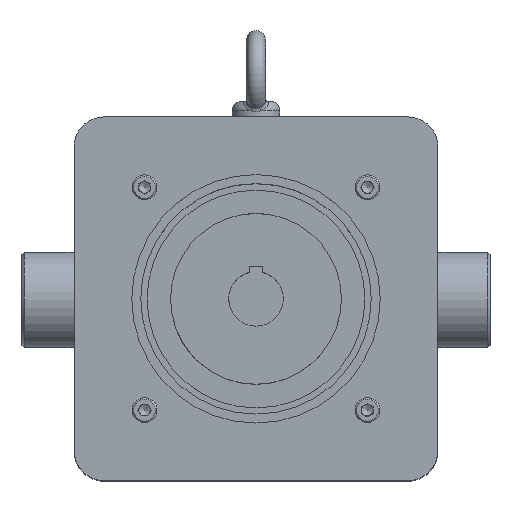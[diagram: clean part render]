
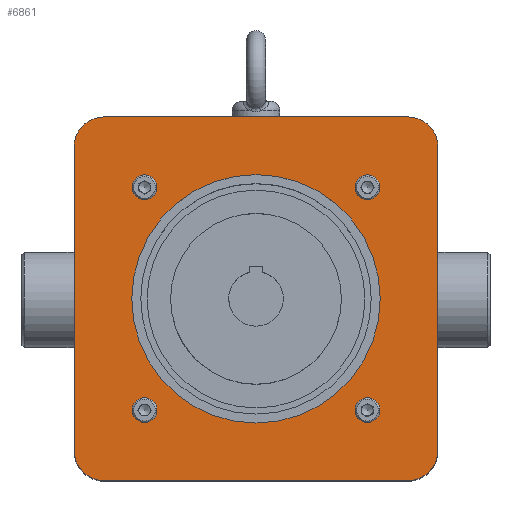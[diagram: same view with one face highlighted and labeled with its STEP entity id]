
A CAD part, top view. The second image highlights one B-rep face of the part: STEP entity #6861.
In plain terms, the highlighted planar face has unit normal (0, 0, 1).
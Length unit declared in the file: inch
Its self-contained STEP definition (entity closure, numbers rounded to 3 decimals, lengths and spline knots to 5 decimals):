
#52 = EDGE_CURVE ( 'NONE', #3787, #3787, #7331, .T. ) ;
#417 = DIRECTION ( 'NONE',  ( -1., 0., 0. ) ) ;
#470 = CIRCLE ( 'NONE', #19002, 2.56005 ) ;
#673 = ORIENTED_EDGE ( 'NONE', *, *, #12266, .T. ) ;
#1839 = EDGE_CURVE ( 'NONE', #10672, #10672, #15034, .T. ) ;
#2350 = FACE_BOUND ( 'NONE', #2638, .T. ) ;
#2501 = AXIS2_PLACEMENT_3D ( 'NONE', #21653, #7844, #6518 ) ;
#2503 = CARTESIAN_POINT ( 'NONE',  ( 2.29672, 2.29672, 14.8128 ) ) ;
#2548 = AXIS2_PLACEMENT_3D ( 'NONE', #11167, #9637, #14562 ) ;
#2605 = DIRECTION ( 'NONE',  ( 1., 0., 0. ) ) ;
#2638 = EDGE_LOOP ( 'NONE', ( #673 ) ) ;
#2660 = LINE ( 'NONE', #4518, #18201 ) ;
#2661 = DIRECTION ( 'NONE',  ( 0., 0., -1. ) ) ;
#2696 = VECTOR ( 'NONE', #417, 39.37008 ) ;
#2780 = AXIS2_PLACEMENT_3D ( 'NONE', #7752, #18251, #13092 ) ;
#2906 = CARTESIAN_POINT ( 'NONE',  ( 3.75, 3.125, 14.8128 ) ) ;
#3118 = DIRECTION ( 'NONE',  ( 0., 0., -1. ) ) ;
#3692 = EDGE_CURVE ( 'NONE', #14674, #10244, #17892, .T. ) ;
#3787 = VERTEX_POINT ( 'NONE', #18781 ) ;
#4217 = AXIS2_PLACEMENT_3D ( 'NONE', #16351, #3118, #20309 ) ;
#4518 = CARTESIAN_POINT ( 'NONE',  ( -3.125, 3.75, 14.8128 ) ) ;
#4532 = ORIENTED_EDGE ( 'NONE', *, *, #7381, .F. ) ;
#5223 = CIRCLE ( 'NONE', #2780, 0.625 ) ;
#5228 = CARTESIAN_POINT ( 'NONE',  ( -3.75, -3.125, 14.8128 ) ) ;
#5291 = CARTESIAN_POINT ( 'NONE',  ( -3.125, 3.125, 14.8128 ) ) ;
#5478 = ORIENTED_EDGE ( 'NONE', *, *, #9252, .F. ) ;
#5833 = FACE_BOUND ( 'NONE', #14751, .T. ) ;
#5930 = ORIENTED_EDGE ( 'NONE', *, *, #20121, .F. ) ;
#5940 = ORIENTED_EDGE ( 'NONE', *, *, #3692, .F. ) ;
#5971 = CIRCLE ( 'NONE', #2501, 0.1575 ) ;
#5986 = CARTESIAN_POINT ( 'NONE',  ( 0., 0., 14.8128 ) ) ;
#6099 = ORIENTED_EDGE ( 'NONE', *, *, #21648, .T. ) ;
#6190 = DIRECTION ( 'NONE',  ( 0., 1., 0. ) ) ;
#6518 = DIRECTION ( 'NONE',  ( 1., 0., 0. ) ) ;
#6549 = VERTEX_POINT ( 'NONE', #11696 ) ;
#6626 = AXIS2_PLACEMENT_3D ( 'NONE', #2503, #9162, #6190 ) ;
#6698 = CARTESIAN_POINT ( 'NONE',  ( -3.125, -3.75, 14.8128 ) ) ;
#6766 = CARTESIAN_POINT ( 'NONE',  ( 3.125, -3.75, 14.8128 ) ) ;
#6861 = ADVANCED_FACE ( 'NONE', ( #21060, #5833, #9325, #2350, #19301, #17646 ), #19191, .F. ) ;
#7264 = EDGE_LOOP ( 'NONE', ( #4532, #17236, #5940, #8577, #20617, #5930, #11680, #5478 ) ) ;
#7331 = CIRCLE ( 'NONE', #6626, 0.1575 ) ;
#7381 = EDGE_CURVE ( 'NONE', #20182, #16142, #5223, .T. ) ;
#7752 = CARTESIAN_POINT ( 'NONE',  ( -3.125, -3.125, 14.8128 ) ) ;
#7783 = AXIS2_PLACEMENT_3D ( 'NONE', #5291, #15032, #10098 ) ;
#7844 = DIRECTION ( 'NONE',  ( 0., 0., -1. ) ) ;
#8158 = CARTESIAN_POINT ( 'NONE',  ( 2.45422, -2.29672, 14.8128 ) ) ;
#8577 = ORIENTED_EDGE ( 'NONE', *, *, #18000, .F. ) ;
#8827 = DIRECTION ( 'NONE',  ( 1., 0., 0. ) ) ;
#8925 = VERTEX_POINT ( 'NONE', #19072 ) ;
#8982 = CIRCLE ( 'NONE', #21221, 0.1575 ) ;
#9012 = CARTESIAN_POINT ( 'NONE',  ( -3.125, -3.125, 14.8128 ) ) ;
#9133 = CARTESIAN_POINT ( 'NONE',  ( 3.125, -3.75, 14.8128 ) ) ;
#9162 = DIRECTION ( 'NONE',  ( 0., 0., -1. ) ) ;
#9252 = EDGE_CURVE ( 'NONE', #16142, #18208, #19193, .T. ) ;
#9325 = FACE_BOUND ( 'NONE', #12166, .T. ) ;
#9637 = DIRECTION ( 'NONE',  ( 0., 0., -1. ) ) ;
#9762 = VECTOR ( 'NONE', #14058, 39.37008 ) ;
#9893 = VERTEX_POINT ( 'NONE', #8158 ) ;
#10098 = DIRECTION ( 'NONE',  ( -1., 0., 0. ) ) ;
#10244 = VERTEX_POINT ( 'NONE', #9133 ) ;
#10256 = VECTOR ( 'NONE', #13695, 39.37008 ) ;
#10510 = EDGE_LOOP ( 'NONE', ( #19470 ) ) ;
#10672 = VERTEX_POINT ( 'NONE', #17347 ) ;
#11035 = DIRECTION ( 'NONE',  ( 0., 0., -1. ) ) ;
#11167 = CARTESIAN_POINT ( 'NONE',  ( 3.125, 3.125, 14.8128 ) ) ;
#11680 = ORIENTED_EDGE ( 'NONE', *, *, #16431, .F. ) ;
#11696 = CARTESIAN_POINT ( 'NONE',  ( -2.45422, 2.29672, 14.8128 ) ) ;
#11912 = LINE ( 'NONE', #6766, #2696 ) ;
#11973 = CIRCLE ( 'NONE', #2548, 0.625 ) ;
#12166 = EDGE_LOOP ( 'NONE', ( #19207 ) ) ;
#12266 = EDGE_CURVE ( 'NONE', #6549, #6549, #8982, .T. ) ;
#12281 = DIRECTION ( 'NONE',  ( 0., 0., -1. ) ) ;
#12386 = DIRECTION ( 'NONE',  ( -1., 0., 0. ) ) ;
#12510 = CARTESIAN_POINT ( 'NONE',  ( -3.75, -3.125, 14.8128 ) ) ;
#12897 = CARTESIAN_POINT ( 'NONE',  ( -2.29672, 2.29672, 14.8128 ) ) ;
#13092 = DIRECTION ( 'NONE',  ( -1., 0., 0. ) ) ;
#13283 = LINE ( 'NONE', #2906, #10256 ) ;
#13593 = AXIS2_PLACEMENT_3D ( 'NONE', #9012, #2661, #15998 ) ;
#13695 = DIRECTION ( 'NONE',  ( 0., -1., 0. ) ) ;
#13874 = EDGE_LOOP ( 'NONE', ( #16414 ) ) ;
#14058 = DIRECTION ( 'NONE',  ( 0., 1., 0. ) ) ;
#14110 = EDGE_CURVE ( 'NONE', #10244, #20182, #11912, .T. ) ;
#14148 = CARTESIAN_POINT ( 'NONE',  ( -3.125, 3.75, 14.8128 ) ) ;
#14443 = CARTESIAN_POINT ( 'NONE',  ( 3.75, -3.125, 14.8128 ) ) ;
#14445 = DIRECTION ( 'NONE',  ( -1., 0., 0. ) ) ;
#14482 = VERTEX_POINT ( 'NONE', #14148 ) ;
#14562 = DIRECTION ( 'NONE',  ( -1., 0., 0. ) ) ;
#14674 = VERTEX_POINT ( 'NONE', #14443 ) ;
#14751 = EDGE_LOOP ( 'NONE', ( #6099 ) ) ;
#15032 = DIRECTION ( 'NONE',  ( 0., 0., -1. ) ) ;
#15034 = CIRCLE ( 'NONE', #4217, 0.1575 ) ;
#15611 = VERTEX_POINT ( 'NONE', #20181 ) ;
#15836 = DIRECTION ( 'NONE',  ( 0., 0., 1. ) ) ;
#15931 = VERTEX_POINT ( 'NONE', #18932 ) ;
#15998 = DIRECTION ( 'NONE',  ( -1., 0., 0. ) ) ;
#16142 = VERTEX_POINT ( 'NONE', #5228 ) ;
#16351 = CARTESIAN_POINT ( 'NONE',  ( -2.29672, -2.29672, 14.8128 ) ) ;
#16414 = ORIENTED_EDGE ( 'NONE', *, *, #52, .T. ) ;
#16431 = EDGE_CURVE ( 'NONE', #18208, #14482, #19314, .T. ) ;
#16660 = EDGE_CURVE ( 'NONE', #15611, #8925, #11973, .T. ) ;
#17236 = ORIENTED_EDGE ( 'NONE', *, *, #14110, .F. ) ;
#17347 = CARTESIAN_POINT ( 'NONE',  ( -2.29672, -2.45422, 14.8128 ) ) ;
#17400 = CARTESIAN_POINT ( 'NONE',  ( -3.75, 3.125, 14.8128 ) ) ;
#17465 = EDGE_CURVE ( 'NONE', #15931, #15931, #470, .T. ) ;
#17646 = FACE_OUTER_BOUND ( 'NONE', #7264, .T. ) ;
#17892 = CIRCLE ( 'NONE', #21068, 0.625 ) ;
#18000 = EDGE_CURVE ( 'NONE', #8925, #14674, #13283, .T. ) ;
#18201 = VECTOR ( 'NONE', #8827, 39.37008 ) ;
#18208 = VERTEX_POINT ( 'NONE', #17400 ) ;
#18251 = DIRECTION ( 'NONE',  ( 0., 0., -1. ) ) ;
#18781 = CARTESIAN_POINT ( 'NONE',  ( 2.29672, 2.45422, 14.8128 ) ) ;
#18932 = CARTESIAN_POINT ( 'NONE',  ( 2.56005, 0., 14.8128 ) ) ;
#19002 = AXIS2_PLACEMENT_3D ( 'NONE', #5986, #15836, #2605 ) ;
#19072 = CARTESIAN_POINT ( 'NONE',  ( 3.75, 3.125, 14.8128 ) ) ;
#19191 = PLANE ( 'NONE',  #13593 ) ;
#19193 = LINE ( 'NONE', #12510, #9762 ) ;
#19207 = ORIENTED_EDGE ( 'NONE', *, *, #1839, .T. ) ;
#19301 = FACE_BOUND ( 'NONE', #10510, .T. ) ;
#19314 = CIRCLE ( 'NONE', #7783, 0.625 ) ;
#19470 = ORIENTED_EDGE ( 'NONE', *, *, #17465, .F. ) ;
#20121 = EDGE_CURVE ( 'NONE', #14482, #15611, #2660, .T. ) ;
#20181 = CARTESIAN_POINT ( 'NONE',  ( 3.125, 3.75, 14.8128 ) ) ;
#20182 = VERTEX_POINT ( 'NONE', #6698 ) ;
#20309 = DIRECTION ( 'NONE',  ( 0., -1., 0. ) ) ;
#20617 = ORIENTED_EDGE ( 'NONE', *, *, #16660, .F. ) ;
#20724 = CARTESIAN_POINT ( 'NONE',  ( 3.125, -3.125, 14.8128 ) ) ;
#21060 = FACE_BOUND ( 'NONE', #13874, .T. ) ;
#21068 = AXIS2_PLACEMENT_3D ( 'NONE', #20724, #12281, #12386 ) ;
#21221 = AXIS2_PLACEMENT_3D ( 'NONE', #12897, #11035, #14445 ) ;
#21648 = EDGE_CURVE ( 'NONE', #9893, #9893, #5971, .T. ) ;
#21653 = CARTESIAN_POINT ( 'NONE',  ( 2.29672, -2.29672, 14.8128 ) ) ;
